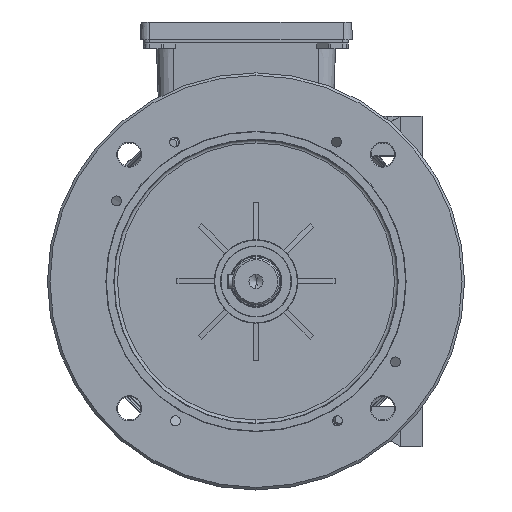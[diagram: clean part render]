
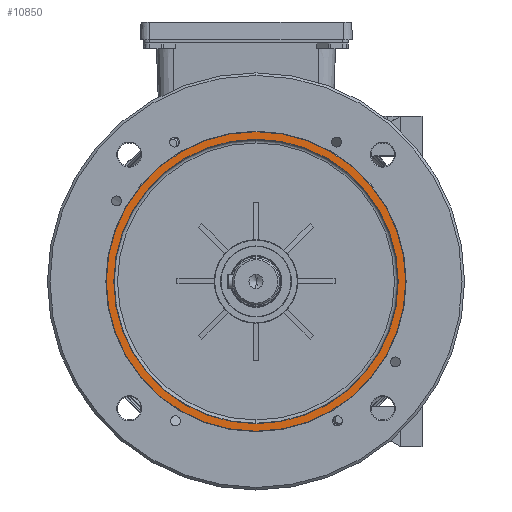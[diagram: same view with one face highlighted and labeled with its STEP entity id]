
A CAD part, left-side view. The second image highlights one B-rep face of the part: STEP entity #10850.
In plain terms, the highlighted face is planar.
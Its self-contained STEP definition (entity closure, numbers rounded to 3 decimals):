
#3552 = CIRCLE ( 'NONE', #20571, 85.25 ) ;
#9480 = CARTESIAN_POINT ( 'NONE',  ( 8., 0., 85.25 ) ) ;
#10850 = ADVANCED_FACE ( 'NONE', ( #16464, #29322 ), #109755, .T. ) ;
#11036 = DIRECTION ( 'NONE',  ( -1., 0., 0. ) ) ;
#15600 = EDGE_CURVE ( 'NONE', #46515, #125305, #56275, .T. ) ;
#16464 = FACE_BOUND ( 'NONE', #136139, .T. ) ;
#16490 = EDGE_LOOP ( 'NONE', ( #31966, #19134 ) ) ;
#19134 = ORIENTED_EDGE ( 'NONE', *, *, #15600, .T. ) ;
#20571 = AXIS2_PLACEMENT_3D ( 'NONE', #51471, #97731, #30956 ) ;
#21080 = DIRECTION ( 'NONE',  ( 1., 0., 0. ) ) ;
#26158 = CARTESIAN_POINT ( 'NONE',  ( 8., 0., 89.75 ) ) ;
#26786 = CARTESIAN_POINT ( 'NONE',  ( 8., 0., -89.75 ) ) ;
#29322 = FACE_OUTER_BOUND ( 'NONE', #16490, .T. ) ;
#30956 = DIRECTION ( 'NONE',  ( 0., 0., -1. ) ) ;
#31966 = ORIENTED_EDGE ( 'NONE', *, *, #52902, .T. ) ;
#33240 = DIRECTION ( 'NONE',  ( 0., 0., -1. ) ) ;
#42243 = CARTESIAN_POINT ( 'NONE',  ( 8., 90., 0. ) ) ;
#43561 = AXIS2_PLACEMENT_3D ( 'NONE', #42243, #85500, #110505 ) ;
#43751 = CARTESIAN_POINT ( 'NONE',  ( 8., 0., 0. ) ) ;
#46515 = VERTEX_POINT ( 'NONE', #26786 ) ;
#46915 = EDGE_CURVE ( 'NONE', #99816, #65620, #3552, .T. ) ;
#48921 = EDGE_CURVE ( 'NONE', #65620, #99816, #62304, .T. ) ;
#51471 = CARTESIAN_POINT ( 'NONE',  ( 8., 0., 0. ) ) ;
#52902 = EDGE_CURVE ( 'NONE', #125305, #46515, #137430, .T. ) ;
#56275 = CIRCLE ( 'NONE', #82927, 89.75 ) ;
#62304 = CIRCLE ( 'NONE', #86495, 85.25 ) ;
#65620 = VERTEX_POINT ( 'NONE', #9480 ) ;
#67988 = DIRECTION ( 'NONE',  ( 1., 0., 0. ) ) ;
#74823 = CARTESIAN_POINT ( 'NONE',  ( 8., 0., 0. ) ) ;
#82927 = AXIS2_PLACEMENT_3D ( 'NONE', #43751, #67988, #124940 ) ;
#85500 = DIRECTION ( 'NONE',  ( 1., 0., 0. ) ) ;
#86495 = AXIS2_PLACEMENT_3D ( 'NONE', #74823, #11036, #104300 ) ;
#93758 = ORIENTED_EDGE ( 'NONE', *, *, #46915, .T. ) ;
#97731 = DIRECTION ( 'NONE',  ( -1., 0., 0. ) ) ;
#99816 = VERTEX_POINT ( 'NONE', #109818 ) ;
#104300 = DIRECTION ( 'NONE',  ( 0., 0., -1. ) ) ;
#108274 = AXIS2_PLACEMENT_3D ( 'NONE', #125057, #21080, #33240 ) ;
#109755 = PLANE ( 'NONE',  #43561 ) ;
#109818 = CARTESIAN_POINT ( 'NONE',  ( 8., 0., -85.25 ) ) ;
#110505 = DIRECTION ( 'NONE',  ( 0., 0., -1. ) ) ;
#124940 = DIRECTION ( 'NONE',  ( 0., 0., -1. ) ) ;
#125057 = CARTESIAN_POINT ( 'NONE',  ( 8., 0., 0. ) ) ;
#125305 = VERTEX_POINT ( 'NONE', #26158 ) ;
#127166 = ORIENTED_EDGE ( 'NONE', *, *, #48921, .T. ) ;
#136139 = EDGE_LOOP ( 'NONE', ( #93758, #127166 ) ) ;
#137430 = CIRCLE ( 'NONE', #108274, 89.75 ) ;
